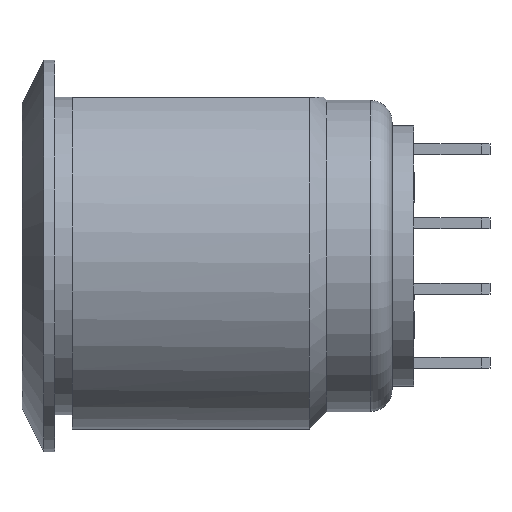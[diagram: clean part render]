
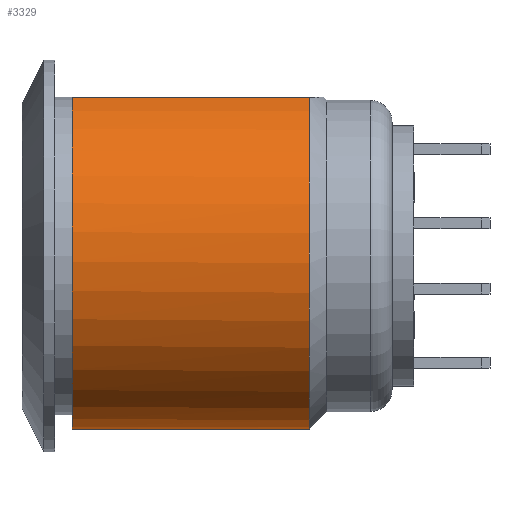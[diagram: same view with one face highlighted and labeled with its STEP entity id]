
A CAD part, front view. The second image highlights one B-rep face of the part: STEP entity #3329.
In plain terms, the highlighted cylindrical face has radius 7.95 mm (diameter 15.9 mm), a partial arc.
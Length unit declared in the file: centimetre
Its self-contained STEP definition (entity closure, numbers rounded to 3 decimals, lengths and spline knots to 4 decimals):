
#184=LINE('',#5188,#508);
#185=LINE('',#5193,#509);
#508=VECTOR('',#3894,1.);
#509=VECTOR('',#3895,1.);
#822=CYLINDRICAL_SURFACE('',#3572,0.795);
#914=FACE_OUTER_BOUND('',#1114,.T.);
#1114=EDGE_LOOP('',(#2339,#2340,#2341,#2342,#2343));
#1336=CIRCLE('',#3573,0.795);
#1337=CIRCLE('',#3574,0.795);
#1338=CIRCLE('',#3575,0.795);
#1427=VERTEX_POINT('',#5183);
#1428=VERTEX_POINT('',#5185);
#1429=VERTEX_POINT('',#5187);
#1430=VERTEX_POINT('',#5189);
#1431=VERTEX_POINT('',#5196);
#1782=EDGE_CURVE('',#1429,#1428,#184,.T.);
#1784=EDGE_CURVE('',#1427,#1430,#185,.T.);
#1785=EDGE_CURVE('',#1428,#1427,#1336,.T.);
#1786=EDGE_CURVE('',#1431,#1430,#1337,.T.);
#1787=EDGE_CURVE('',#1429,#1431,#1338,.T.);
#2339=ORIENTED_EDGE('',*,*,#1782,.T.);
#2340=ORIENTED_EDGE('',*,*,#1785,.T.);
#2341=ORIENTED_EDGE('',*,*,#1784,.T.);
#2342=ORIENTED_EDGE('',*,*,#1786,.F.);
#2343=ORIENTED_EDGE('',*,*,#1787,.F.);
#3329=ADVANCED_FACE('',(#914),#822,.T.);
#3572=AXIS2_PLACEMENT_3D('',#5194,#3896,#3897);
#3573=AXIS2_PLACEMENT_3D('',#5195,#3898,#3899);
#3574=AXIS2_PLACEMENT_3D('',#5197,#3900,#3901);
#3575=AXIS2_PLACEMENT_3D('',#5198,#3902,#3903);
#3894=DIRECTION('',(-1.,0.,0.));
#3895=DIRECTION('',(1.,0.,0.));
#3896=DIRECTION('center_axis',(1.,0.,0.));
#3897=DIRECTION('ref_axis',(0.,0.,-1.));
#3898=DIRECTION('center_axis',(1.,0.,0.));
#3899=DIRECTION('ref_axis',(0.,-1.,0.));
#3900=DIRECTION('center_axis',(1.,0.,0.));
#3901=DIRECTION('ref_axis',(0.,-1.,0.));
#3902=DIRECTION('center_axis',(1.,0.,0.));
#3903=DIRECTION('ref_axis',(0.,-1.,0.));
#5183=CARTESIAN_POINT('',(0.08,0.3148,0.73));
#5185=CARTESIAN_POINT('',(0.08,-0.3148,0.73));
#5187=CARTESIAN_POINT('',(1.17,-0.3148,0.73));
#5188=CARTESIAN_POINT('',(0.,-0.3148,0.73));
#5189=CARTESIAN_POINT('',(1.17,0.3148,0.73));
#5193=CARTESIAN_POINT('',(0.,0.3148,0.73));
#5194=CARTESIAN_POINT('Origin',(0.,0.,0.));
#5195=CARTESIAN_POINT('Origin',(0.08,0.,0.));
#5196=CARTESIAN_POINT('',(1.17,0.795,0.));
#5197=CARTESIAN_POINT('Origin',(1.17,0.,0.));
#5198=CARTESIAN_POINT('Origin',(1.17,0.,0.));
